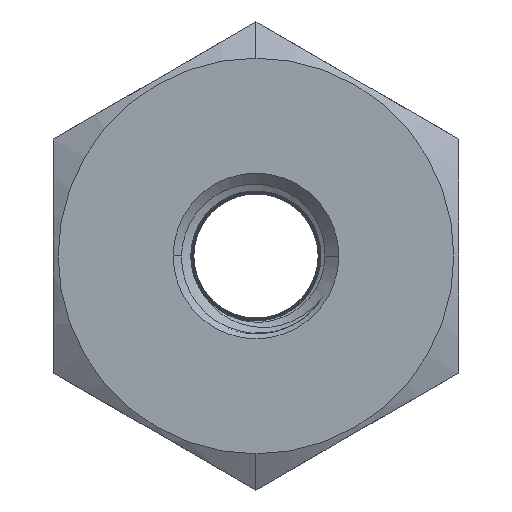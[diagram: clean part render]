
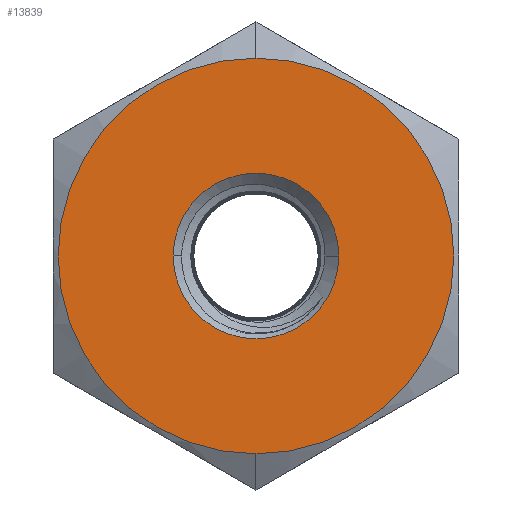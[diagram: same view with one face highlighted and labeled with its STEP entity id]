
A CAD part, front view. The second image highlights one B-rep face of the part: STEP entity #13839.
In plain terms, the highlighted planar face has unit normal (0, -1, 0).
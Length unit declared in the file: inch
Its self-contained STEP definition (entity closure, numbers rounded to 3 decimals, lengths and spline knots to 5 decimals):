
#367 = CARTESIAN_POINT ( 'NONE',  ( 0., 0., 0. ) ) ;
#503 = CARTESIAN_POINT ( 'NONE',  ( 0., 0., 0. ) ) ;
#624 = DIRECTION ( 'NONE',  ( 1., 0., 0. ) ) ;
#755 = DIRECTION ( 'NONE',  ( 0., -1., 0. ) ) ;
#883 = AXIS2_PLACEMENT_3D ( 'NONE', #15938, #6101, #17368 ) ;
#1374 = DIRECTION ( 'NONE',  ( 0., -1., 0. ) ) ;
#1814 = DIRECTION ( 'NONE',  ( 1., 0., 0. ) ) ;
#1863 = CIRCLE ( 'NONE', #8136, 0.281 ) ;
#2340 = EDGE_LOOP ( 'NONE', ( #4580, #14952 ) ) ;
#2386 = VERTEX_POINT ( 'NONE', #6082 ) ;
#2835 = VERTEX_POINT ( 'NONE', #3432 ) ;
#3148 = EDGE_CURVE ( 'NONE', #5639, #2386, #11298, .T. ) ;
#3186 = AXIS2_PLACEMENT_3D ( 'NONE', #15378, #9684, #3973 ) ;
#3432 = CARTESIAN_POINT ( 'NONE',  ( 0.281, 0., 0. ) ) ;
#3973 = DIRECTION ( 'NONE',  ( 0., 0., -1. ) ) ;
#4537 = PLANE ( 'NONE',  #883 ) ;
#4580 = ORIENTED_EDGE ( 'NONE', *, *, #10614, .T. ) ;
#5639 = VERTEX_POINT ( 'NONE', #8603 ) ;
#6030 = ORIENTED_EDGE ( 'NONE', *, *, #6055, .F. ) ;
#6055 = EDGE_CURVE ( 'NONE', #6917, #2835, #1863, .T. ) ;
#6082 = CARTESIAN_POINT ( 'NONE',  ( 0., 0., 0.67125 ) ) ;
#6101 = DIRECTION ( 'NONE',  ( 0., 1., 0. ) ) ;
#6296 = EDGE_CURVE ( 'NONE', #2835, #6917, #8379, .T. ) ;
#6917 = VERTEX_POINT ( 'NONE', #14275 ) ;
#7221 = EDGE_LOOP ( 'NONE', ( #12983, #6030 ) ) ;
#8136 = AXIS2_PLACEMENT_3D ( 'NONE', #367, #13100, #1814 ) ;
#8379 = CIRCLE ( 'NONE', #11942, 0.281 ) ;
#8603 = CARTESIAN_POINT ( 'NONE',  ( 0., 0., -0.67125 ) ) ;
#9684 = DIRECTION ( 'NONE',  ( 0., -1., 0. ) ) ;
#10614 = EDGE_CURVE ( 'NONE', #2386, #5639, #15962, .T. ) ;
#11298 = CIRCLE ( 'NONE', #3186, 0.67125 ) ;
#11942 = AXIS2_PLACEMENT_3D ( 'NONE', #503, #755, #624 ) ;
#12538 = FACE_BOUND ( 'NONE', #7221, .T. ) ;
#12705 = DIRECTION ( 'NONE',  ( 0., 0., -1. ) ) ;
#12983 = ORIENTED_EDGE ( 'NONE', *, *, #6296, .F. ) ;
#13100 = DIRECTION ( 'NONE',  ( 0., -1., 0. ) ) ;
#13839 = ADVANCED_FACE ( 'NONE', ( #16595, #12538 ), #4537, .F. ) ;
#13855 = AXIS2_PLACEMENT_3D ( 'NONE', #15547, #1374, #12705 ) ;
#14275 = CARTESIAN_POINT ( 'NONE',  ( -0.281, 0., 0. ) ) ;
#14952 = ORIENTED_EDGE ( 'NONE', *, *, #3148, .T. ) ;
#15378 = CARTESIAN_POINT ( 'NONE',  ( 0., 0., 0. ) ) ;
#15547 = CARTESIAN_POINT ( 'NONE',  ( 0., 0., 0. ) ) ;
#15938 = CARTESIAN_POINT ( 'NONE',  ( 0., 0., 0. ) ) ;
#15962 = CIRCLE ( 'NONE', #13855, 0.67125 ) ;
#16595 = FACE_OUTER_BOUND ( 'NONE', #2340, .T. ) ;
#17368 = DIRECTION ( 'NONE',  ( 0., 0., 1. ) ) ;
